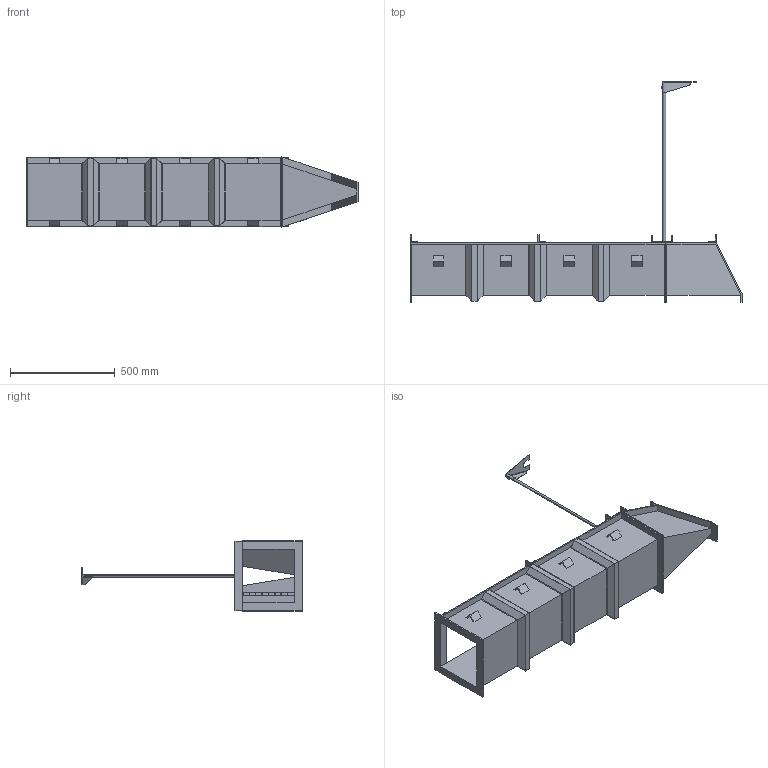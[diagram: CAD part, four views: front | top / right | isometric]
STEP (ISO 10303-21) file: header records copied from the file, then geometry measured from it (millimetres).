
FILE_DESCRIPTION (( 'STEP AP214' ), '1' );
FILE_NAME ('0.8HS Flume Assem1 with options.STEP', '2020-09-09T15:19:08', ( '' ), ( '' ), 'SwSTEP 2.0', 'SolidWorks 2020', '' );
FILE_SCHEMA (( 'AUTOMOTIVE_DESIGN' ));
Length unit declared in the file: inch
Products named in the file (13): HS Flume_0.80'''' HS FLUME - with options.STEP; 0.8HS Flume Assem1 with options; Copy of 49976 Rev Ashaft^0.8HS Flume Ultrasonic Transducer Assy.STEP; Parshall Staff Gauge_English Staff Gauge - .8ft.STEP; 0.8HS Flume Ultrasonic Transducer Assy_0.4HS Flume.STEP; 0.8H   Rev ATop Bracket Assembly.STEP; HS Flume ApproacH Section_0.8'''' HS.STEP; 0.8H   C Channel Ultrasonic Bkt_0.4HS Flume.STEP; 0.8H   Rev ATop Bracket Rev A sheet metal.STEP; 0.8HS Flume Assem1 with options.STEP; 0.8H   Rev Abase plate.STEP; 0.8H   Rev ATop Bracket Tube.STEP; hex nut_ai_HNUT 0.2500-20-D-N.STEP
Assembly tree (12 placements, depth 5):
  0.8HS Flume Assem1 with options
    0.8HS Flume Assem1 with options.STEP
      0.8HS Flume Ultrasonic Transducer Assy_0.4HS Flume.STEP
        0.8H   Rev ATop Bracket Assembly.STEP
          hex nut_ai_HNUT 0.2500-20-D-N.STEP
          0.8H   Rev ATop Bracket Tube.STEP
          0.8H   Rev ATop Bracket Rev A sheet metal.STEP
        0.8H   Rev Abase plate.STEP
        Copy of 49976 Rev Ashaft^0.8HS Flume Ultrasonic Transducer Assy.STEP
        0.8H   C Channel Ultrasonic Bkt_0.4HS Flume.STEP
      HS Flume_0.80'''' HS FLUME - with options.STEP
      HS Flume ApproacH Section_0.8'''' HS.STEP
      Parshall Staff Gauge_English Staff Gauge - .8ft.STEP
Bounding box: 1584.96 x 1050.34 x 336.35 mm (x, y, z)
Volume: 10035198.2 mm3; surface area: 4031969.7 mm2
Topology: 32 solids, 32 shells, 362 faces, 868 edges, 568 vertices
Faces by surface type: plane 319, cylinder 25, cone 16, bspline 2
Entity records: 12452 total; most frequent: CARTESIAN_POINT 2751, ORIENTED_EDGE 1736, DIRECTION 1638, EDGE_CURVE 868, VECTOR 778, LINE 778, VERTEX_POINT 568, AXIS2_PLACEMENT_3D 430
